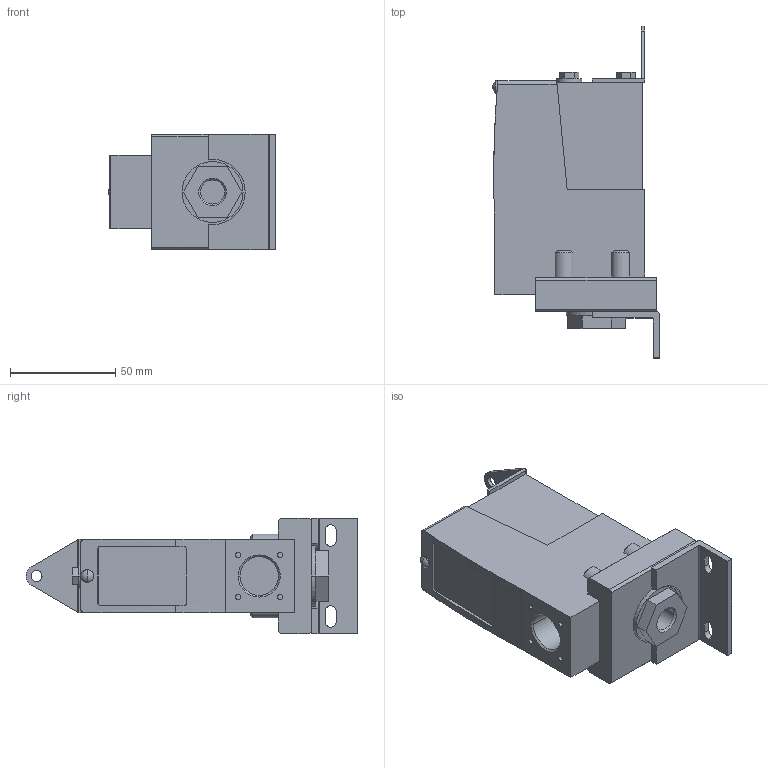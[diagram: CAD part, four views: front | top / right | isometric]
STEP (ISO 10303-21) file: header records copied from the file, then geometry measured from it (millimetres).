
FILE_DESCRIPTION(('STEP AP242'),'1');
FILE_NAME('pressure_switch_xmla002a1s11.stp','2021-09-27T21:02:10',('TraceParts'),('TraceParts S.A.'),'Spatial InterOp 3D',' ',' ');
FILE_SCHEMA(('AP242_MANAGED_MODEL_BASED_3D_ENGINEERING_MIM_LF {1 0 10303 442 1 1 4}'));
Length unit declared in the file: millimetre
Products named in the file (1): pressure_switch_xmla002a1s11
Bounding box: 79.6 x 158 x 55 mm (x, y, z)
Volume: 287488.7 mm3; surface area: 38648.8 mm2
Topology: 1 solids, 1 shells, 148 faces, 388 edges, 254 vertices
Faces by surface type: plane 89, cylinder 49, cone 8, sphere 2
Entity records: 4714 total; most frequent: CARTESIAN_POINT 969, DIRECTION 779, ORIENTED_EDGE 776, EDGE_CURVE 388, LINE 263, VECTOR 263, AXIS2_PLACEMENT_3D 258, VERTEX_POINT 254
